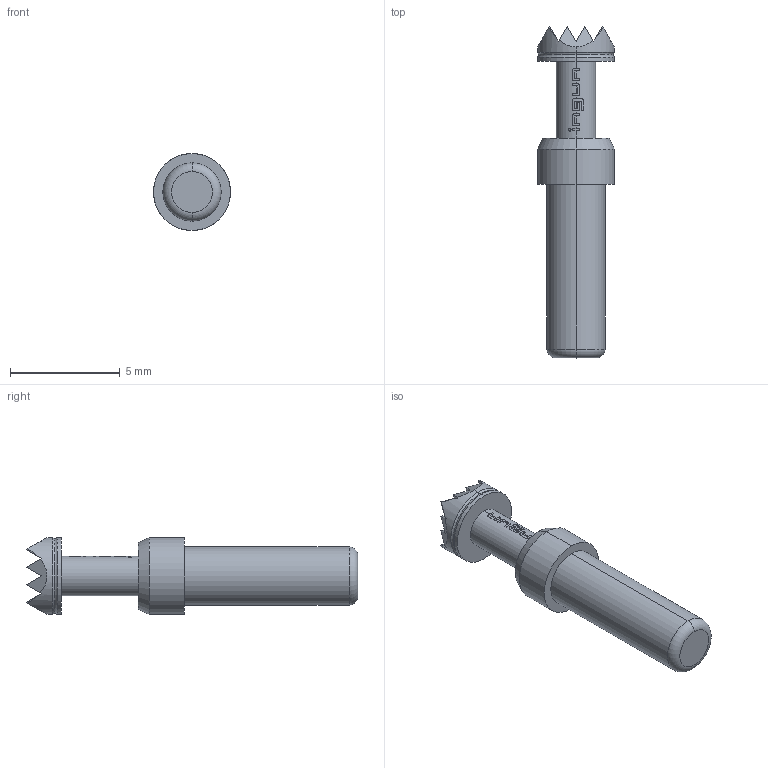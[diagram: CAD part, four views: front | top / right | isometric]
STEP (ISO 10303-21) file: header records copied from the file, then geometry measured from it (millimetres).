
FILE_DESCRIPTION (( 'STEP AP203' ), '1' );
FILE_NAME ('INGUN_HSS-520_306_350_A_xx02_S.STEP', '2022-02-02T11:27:56', ( 'ochi' ), ( '' ), 'SwSTEP 2.0', 'SolidWorks 2018', '' );
FILE_SCHEMA (( 'CONFIG_CONTROL_DESIGN' ));
Length unit declared in the file: millimetre
Products named in the file (1): INGUN_HSS-520_306_350_A_xx02_S
Bounding box: 3.5 x 15.1 x 3.5 mm (x, y, z)
Volume: 82.5 mm3; surface area: 158.7 mm2
Topology: 1 solids, 1 shells, 154 faces, 373 edges, 225 vertices
Faces by surface type: plane 104, bspline 22, cylinder 20, torus 6, cone 2
Entity records: 4736 total; most frequent: CARTESIAN_POINT 1343, ORIENTED_EDGE 746, DIRECTION 611, EDGE_CURVE 373, VERTEX_POINT 225, AXIS2_PLACEMENT_3D 221, VECTOR 169, LINE 169
